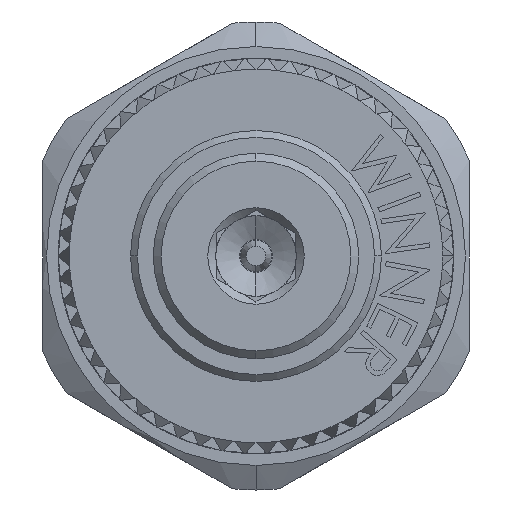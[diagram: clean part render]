
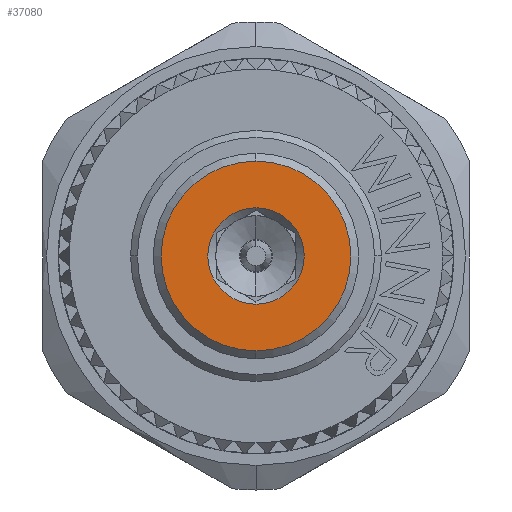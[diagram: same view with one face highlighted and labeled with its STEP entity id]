
A CAD part, left-side view. The second image highlights one B-rep face of the part: STEP entity #37080.
In plain terms, the highlighted planar face has unit normal (-1, 0, 0).
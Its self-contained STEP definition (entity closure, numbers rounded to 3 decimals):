
#966 = CIRCLE ( 'NONE', #13151, 6. ) ;
#4973 = ORIENTED_EDGE ( 'NONE', *, *, #12128, .T. ) ;
#5714 = ORIENTED_EDGE ( 'NONE', *, *, #39475, .T. ) ;
#6434 = VERTEX_POINT ( 'NONE', #45114 ) ;
#7521 = FACE_BOUND ( 'NONE', #43975, .T. ) ;
#8303 = EDGE_CURVE ( 'NONE', #35717, #32941, #44450, .T. ) ;
#8494 = AXIS2_PLACEMENT_3D ( 'NONE', #46438, #35762, #13653 ) ;
#10759 = DIRECTION ( 'NONE',  ( 0., 0., -1. ) ) ;
#11290 = ORIENTED_EDGE ( 'NONE', *, *, #42579, .T. ) ;
#12128 = EDGE_CURVE ( 'NONE', #32941, #35717, #12911, .T. ) ;
#12911 = CIRCLE ( 'NONE', #30114, 3.05 ) ;
#13151 = AXIS2_PLACEMENT_3D ( 'NONE', #21411, #32710, #25056 ) ;
#13199 = CARTESIAN_POINT ( 'NONE',  ( -122.14, 0., 3.05 ) ) ;
#13537 = AXIS2_PLACEMENT_3D ( 'NONE', #36386, #29550, #10759 ) ;
#13653 = DIRECTION ( 'NONE',  ( 0., 0., -1. ) ) ;
#13714 = CARTESIAN_POINT ( 'NONE',  ( -122.14, 0., 6. ) ) ;
#15517 = CARTESIAN_POINT ( 'NONE',  ( -122.14, 0., 0. ) ) ;
#16086 = CARTESIAN_POINT ( 'NONE',  ( -122.14, 6.5, 0. ) ) ;
#19162 = DIRECTION ( 'NONE',  ( 0., 0., -1. ) ) ;
#19722 = DIRECTION ( 'NONE',  ( 0., 0., -1. ) ) ;
#19879 = PLANE ( 'NONE',  #20350 ) ;
#20350 = AXIS2_PLACEMENT_3D ( 'NONE', #16086, #41502, #19722 ) ;
#21411 = CARTESIAN_POINT ( 'NONE',  ( -122.14, 0., 0. ) ) ;
#23081 = VERTEX_POINT ( 'NONE', #13714 ) ;
#23327 = CIRCLE ( 'NONE', #8494, 6. ) ;
#25056 = DIRECTION ( 'NONE',  ( 0., 0., -1. ) ) ;
#26563 = EDGE_LOOP ( 'NONE', ( #11290, #5714 ) ) ;
#29111 = CARTESIAN_POINT ( 'NONE',  ( -122.14, 0., -3.05 ) ) ;
#29550 = DIRECTION ( 'NONE',  ( 1., 0., 0. ) ) ;
#30114 = AXIS2_PLACEMENT_3D ( 'NONE', #15517, #40940, #19162 ) ;
#32159 = ORIENTED_EDGE ( 'NONE', *, *, #8303, .T. ) ;
#32710 = DIRECTION ( 'NONE',  ( -1., 0., 0. ) ) ;
#32941 = VERTEX_POINT ( 'NONE', #13199 ) ;
#35717 = VERTEX_POINT ( 'NONE', #29111 ) ;
#35762 = DIRECTION ( 'NONE',  ( -1., 0., 0. ) ) ;
#36386 = CARTESIAN_POINT ( 'NONE',  ( -122.14, 0., 0. ) ) ;
#37080 = ADVANCED_FACE ( 'NONE', ( #7521, #38843 ), #19879, .F. ) ;
#38843 = FACE_OUTER_BOUND ( 'NONE', #26563, .T. ) ;
#39475 = EDGE_CURVE ( 'NONE', #23081, #6434, #23327, .T. ) ;
#40940 = DIRECTION ( 'NONE',  ( 1., 0., 0. ) ) ;
#41502 = DIRECTION ( 'NONE',  ( 1., 0., 0. ) ) ;
#42579 = EDGE_CURVE ( 'NONE', #6434, #23081, #966, .T. ) ;
#43975 = EDGE_LOOP ( 'NONE', ( #4973, #32159 ) ) ;
#44450 = CIRCLE ( 'NONE', #13537, 3.05 ) ;
#45114 = CARTESIAN_POINT ( 'NONE',  ( -122.14, 0., -6. ) ) ;
#46438 = CARTESIAN_POINT ( 'NONE',  ( -122.14, 0., 0. ) ) ;
